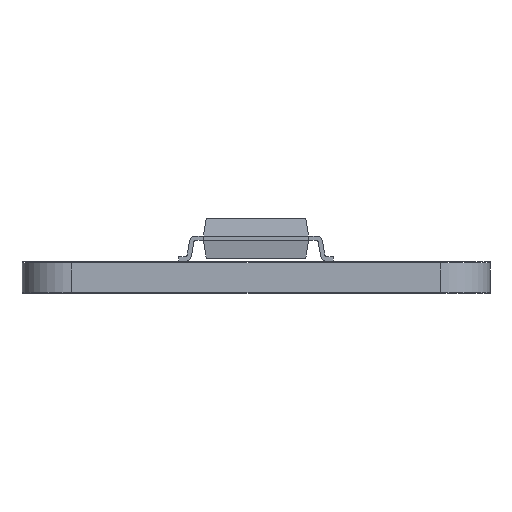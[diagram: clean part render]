
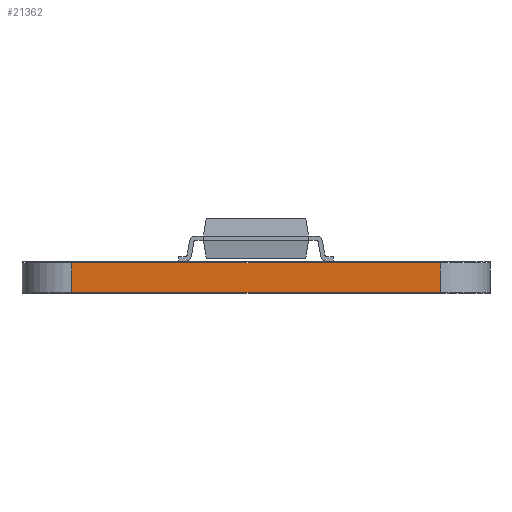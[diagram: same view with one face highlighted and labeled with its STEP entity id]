
A CAD part, front view. The second image highlights one B-rep face of the part: STEP entity #21362.
In plain terms, the highlighted planar face has unit normal (0, -1, 0).
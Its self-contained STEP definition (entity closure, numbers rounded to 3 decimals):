
#20989 = VERTEX_POINT('',#20990);
#20990 = CARTESIAN_POINT('',(73.25,-43.55,0.));
#20997 = EDGE_CURVE('',#20998,#20989,#21000,.T.);
#20998 = VERTEX_POINT('',#20999);
#20999 = CARTESIAN_POINT('',(91.85,-43.55,0.));
#21000 = LINE('',#21001,#21002);
#21001 = CARTESIAN_POINT('',(91.85,-43.55,0.));
#21002 = VECTOR('',#21003,1.);
#21003 = DIRECTION('',(-1.,0.,0.));
#21162 = VERTEX_POINT('',#21163);
#21163 = CARTESIAN_POINT('',(73.25,-43.55,1.51));
#21170 = EDGE_CURVE('',#21171,#21162,#21173,.T.);
#21171 = VERTEX_POINT('',#21172);
#21172 = CARTESIAN_POINT('',(91.85,-43.55,1.51));
#21173 = LINE('',#21174,#21175);
#21174 = CARTESIAN_POINT('',(91.85,-43.55,1.51));
#21175 = VECTOR('',#21176,1.);
#21176 = DIRECTION('',(-1.,0.,0.));
#21334 = EDGE_CURVE('',#20998,#21171,#21335,.T.);
#21335 = LINE('',#21336,#21337);
#21336 = CARTESIAN_POINT('',(91.85,-43.55,0.));
#21337 = VECTOR('',#21338,1.);
#21338 = DIRECTION('',(0.,0.,1.));
#21362 = ADVANCED_FACE('',(#21363),#21374,.T.);
#21363 = FACE_BOUND('',#21364,.T.);
#21364 = EDGE_LOOP('',(#21365,#21366,#21367,#21373));
#21365 = ORIENTED_EDGE('',*,*,#21334,.T.);
#21366 = ORIENTED_EDGE('',*,*,#21170,.T.);
#21367 = ORIENTED_EDGE('',*,*,#21368,.F.);
#21368 = EDGE_CURVE('',#20989,#21162,#21369,.T.);
#21369 = LINE('',#21370,#21371);
#21370 = CARTESIAN_POINT('',(73.25,-43.55,0.));
#21371 = VECTOR('',#21372,1.);
#21372 = DIRECTION('',(0.,0.,1.));
#21373 = ORIENTED_EDGE('',*,*,#20997,.F.);
#21374 = PLANE('',#21375);
#21375 = AXIS2_PLACEMENT_3D('',#21376,#21377,#21378);
#21376 = CARTESIAN_POINT('',(91.85,-43.55,0.));
#21377 = DIRECTION('',(0.,-1.,0.));
#21378 = DIRECTION('',(-1.,0.,0.));
